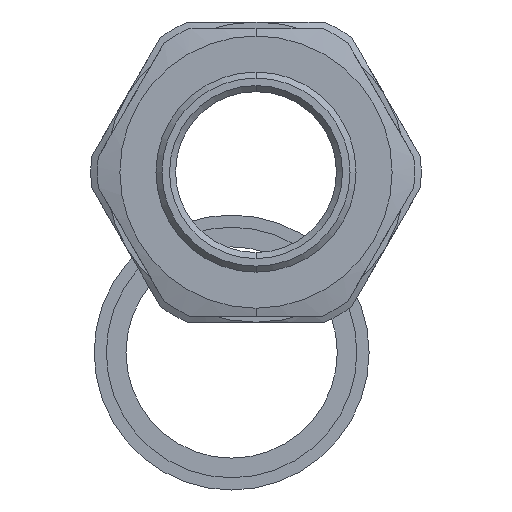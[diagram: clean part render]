
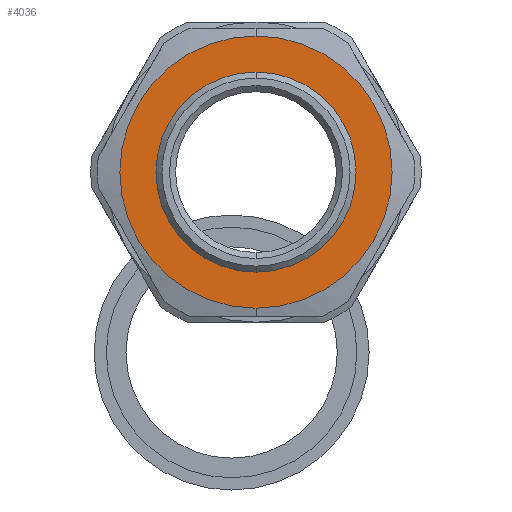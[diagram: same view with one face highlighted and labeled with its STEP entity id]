
A CAD part, left-side view. The second image highlights one B-rep face of the part: STEP entity #4036.
In plain terms, the highlighted planar face has unit normal (-1, 0, 0).
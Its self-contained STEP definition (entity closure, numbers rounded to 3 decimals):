
#100 = PLANE ( 'NONE',  #4040 ) ;
#216 = EDGE_LOOP ( 'NONE', ( #4775, #4298 ) ) ;
#515 = DIRECTION ( 'NONE',  ( 0., 0., -1. ) ) ;
#599 = CIRCLE ( 'NONE', #1458, 17. ) ;
#800 = EDGE_CURVE ( 'NONE', #3361, #2560, #599, .T. ) ;
#808 = VERTEX_POINT ( 'NONE', #2259 ) ;
#917 = CARTESIAN_POINT ( 'NONE',  ( 15.3, 0., -12.5 ) ) ;
#1454 = CARTESIAN_POINT ( 'NONE',  ( 15.3, 0., 0. ) ) ;
#1458 = AXIS2_PLACEMENT_3D ( 'NONE', #2633, #2230, #2245 ) ;
#1714 = DIRECTION ( 'NONE',  ( 1., 0., 0. ) ) ;
#1752 = EDGE_CURVE ( 'NONE', #2560, #3361, #3565, .T. ) ;
#1817 = VERTEX_POINT ( 'NONE', #917 ) ;
#2129 = CARTESIAN_POINT ( 'NONE',  ( 15.3, 0., 17. ) ) ;
#2191 = DIRECTION ( 'NONE',  ( 1., 0., 0. ) ) ;
#2230 = DIRECTION ( 'NONE',  ( 1., 0., 0. ) ) ;
#2245 = DIRECTION ( 'NONE',  ( 0., 0., -1. ) ) ;
#2254 = DIRECTION ( 'NONE',  ( 1., 0., 0. ) ) ;
#2259 = CARTESIAN_POINT ( 'NONE',  ( 15.3, 0., 12.5 ) ) ;
#2490 = CARTESIAN_POINT ( 'NONE',  ( 15.3, 12.5, 0. ) ) ;
#2560 = VERTEX_POINT ( 'NONE', #2129 ) ;
#2578 = DIRECTION ( 'NONE',  ( 0., 0., -1. ) ) ;
#2611 = EDGE_CURVE ( 'NONE', #808, #1817, #4433, .T. ) ;
#2633 = CARTESIAN_POINT ( 'NONE',  ( 15.3, 0., 0. ) ) ;
#2678 = AXIS2_PLACEMENT_3D ( 'NONE', #1454, #2254, #4632 ) ;
#2820 = FACE_BOUND ( 'NONE', #4975, .T. ) ;
#2890 = DIRECTION ( 'NONE',  ( 0., 0., -1. ) ) ;
#2993 = FACE_OUTER_BOUND ( 'NONE', #216, .T. ) ;
#3361 = VERTEX_POINT ( 'NONE', #3931 ) ;
#3565 = CIRCLE ( 'NONE', #3607, 17. ) ;
#3606 = CARTESIAN_POINT ( 'NONE',  ( 15.3, 0., 0. ) ) ;
#3607 = AXIS2_PLACEMENT_3D ( 'NONE', #3606, #4829, #2890 ) ;
#3619 = ORIENTED_EDGE ( 'NONE', *, *, #2611, .T. ) ;
#3641 = AXIS2_PLACEMENT_3D ( 'NONE', #4067, #2191, #2578 ) ;
#3931 = CARTESIAN_POINT ( 'NONE',  ( 15.3, 0., -17. ) ) ;
#4036 = ADVANCED_FACE ( 'NONE', ( #2993, #2820 ), #100, .F. ) ;
#4040 = AXIS2_PLACEMENT_3D ( 'NONE', #2490, #1714, #515 ) ;
#4066 = EDGE_CURVE ( 'NONE', #1817, #808, #4141, .T. ) ;
#4067 = CARTESIAN_POINT ( 'NONE',  ( 15.3, 0., 0. ) ) ;
#4141 = CIRCLE ( 'NONE', #3641, 12.5 ) ;
#4298 = ORIENTED_EDGE ( 'NONE', *, *, #1752, .F. ) ;
#4433 = CIRCLE ( 'NONE', #2678, 12.5 ) ;
#4463 = ORIENTED_EDGE ( 'NONE', *, *, #4066, .T. ) ;
#4632 = DIRECTION ( 'NONE',  ( 0., 0., -1. ) ) ;
#4775 = ORIENTED_EDGE ( 'NONE', *, *, #800, .F. ) ;
#4829 = DIRECTION ( 'NONE',  ( 1., 0., 0. ) ) ;
#4975 = EDGE_LOOP ( 'NONE', ( #4463, #3619 ) ) ;
